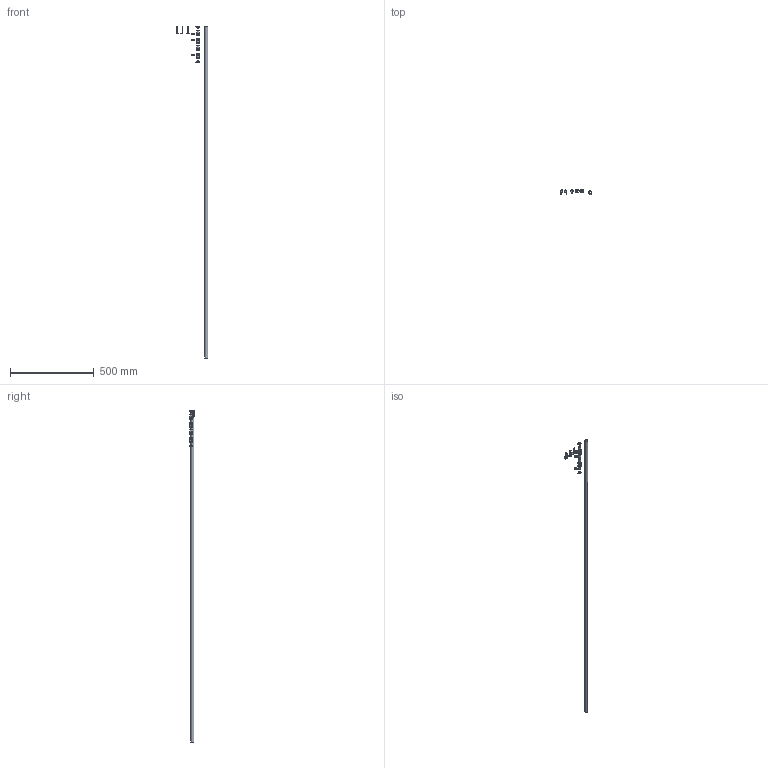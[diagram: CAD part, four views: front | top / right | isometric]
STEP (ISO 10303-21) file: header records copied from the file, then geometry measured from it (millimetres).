
FILE_DESCRIPTION (( 'STEP AP203' ), '1' );
FILE_NAME ('FSA8800 S16 Set 3 Teile 1980.STEP', '2025-05-08T08:19:55', ( '' ), ( '' ), 'SwSTEP 2.0', 'SolidWorks 2023', '' );
FILE_SCHEMA (( 'CONFIG_CONTROL_DESIGN' ));
Length unit declared in the file: millimetre
Products named in the file (20): Montagewinkel gefältze Tür_01; Klebepad S16; FSA8800 S16 Set 3 Teile 1980; Klebeband Montagewinkel; Montagewinkel links; Klebepad Montagewinkel gefältzte Tür_mit einer Abdeckfolie; Montagewinkel gefälzte Tür; Folie Montagewinkel; Abdeckfolie d17; Klebepad Montagewinkel_mit Abdeckfolie u. & o.; Fuss mit Klebepad S16; Klebeband Montagewinkel gefältzte Tür; Fuss S16; Montagewinkel rechts; Montagewinkel rechts_01; Zapfen S16; Sicherungsclip S16; Folie Montagewinkel gefältzte Tür; Abdeckprofil 1980 S16_1980mm; Montagewinkel links_01
Assembly tree (26 placements, depth 4):
  FSA8800 S16 Set 3 Teile 1980
    Abdeckprofil 1980 S16_1980mm
    Fuss mit Klebepad S16  x2
      Fuss S16
      Klebepad S16
      Abdeckfolie d17
    Zapfen S16  x4
    Sicherungsclip S16  x3
    Montagewinkel gefälzte Tür
      Montagewinkel gefältze Tür_01
      Klebepad Montagewinkel gefältzte Tür_mit einer Abdeckfolie
        Klebeband Montagewinkel gefältzte Tür
        Folie Montagewinkel gefältzte Tür
    Montagewinkel links
      Montagewinkel links_01
      Klebepad Montagewinkel_mit Abdeckfolie u. & o.
        Klebeband Montagewinkel
        Folie Montagewinkel
    Montagewinkel rechts
      Montagewinkel rechts_01
      Klebepad Montagewinkel_mit Abdeckfolie u. & o.
        Klebeband Montagewinkel
        Folie Montagewinkel
Bounding box: 188.26 x 30.5 x 1982 mm (x, y, z)
Volume: 176875.8 mm3; surface area: 230778.3 mm2
Topology: 23 solids, 23 shells, 502 faces, 1138 edges, 696 vertices
Faces by surface type: cylinder 189, plane 143, torus 140, cone 22, sphere 8
Entity records: 8997 total; most frequent: DIRECTION 1317, CARTESIAN_POINT 1168, ORIENTED_EDGE 1062, AXIS2_PLACEMENT_3D 534, EDGE_CURVE 531, VERTEX_POINT 333, CIRCLE 270, EDGE_LOOP 250
